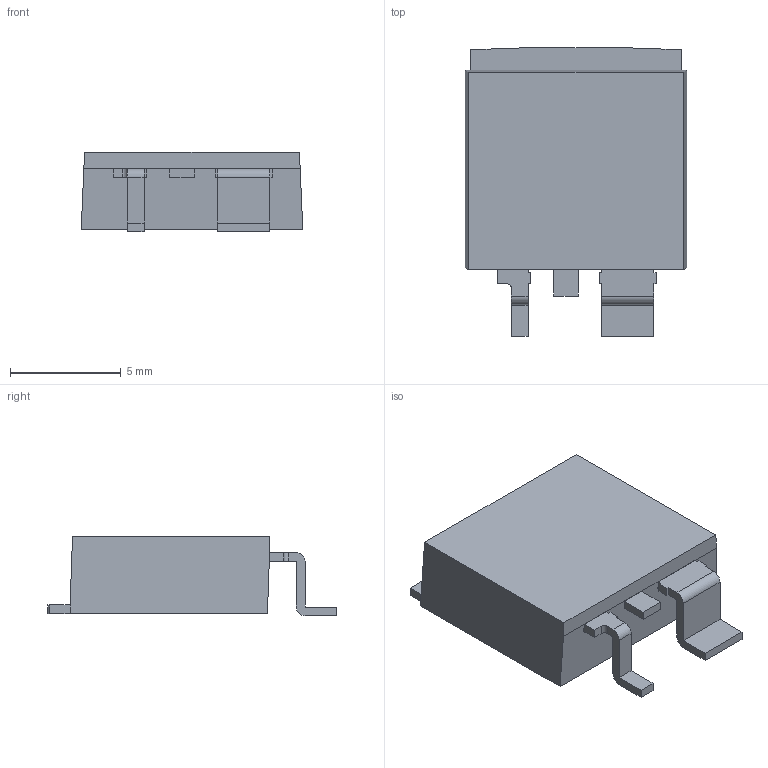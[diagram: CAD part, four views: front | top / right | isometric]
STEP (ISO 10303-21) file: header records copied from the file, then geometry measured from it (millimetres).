
FILE_DESCRIPTION(('FreeCAD Model'),'2;1');
FILE_NAME('Open CASCADE Shape Model','2021-02-14T18:27:36',( 'kicad StepUp'),('ksu MCAD'),'Open CASCADE STEP processor 7.4', 'FreeCAD','Unknown');
FILE_SCHEMA(('AUTOMOTIVE_DESIGN { 1 0 10303 214 1 1 1 1 }'));
Length unit declared in the file: millimetre
Products named in the file (1): TO-220SM(W)
Bounding box: 10 x 13 x 3.6 mm (x, y, z)
Volume: 318.3 mm3; surface area: 493.4 mm2
Topology: 5 solids, 5 shells, 78 faces, 202 edges, 134 vertices
Faces by surface type: plane 73, cylinder 5
Entity records: 5582 total; most frequent: CARTESIAN_POINT 855, DIRECTION 768, LINE 586, VECTOR 586, ORIENTED_EDGE 404, PCURVE 404, DEFINITIONAL_REPRESENTATION 404, EDGE_CURVE 202
